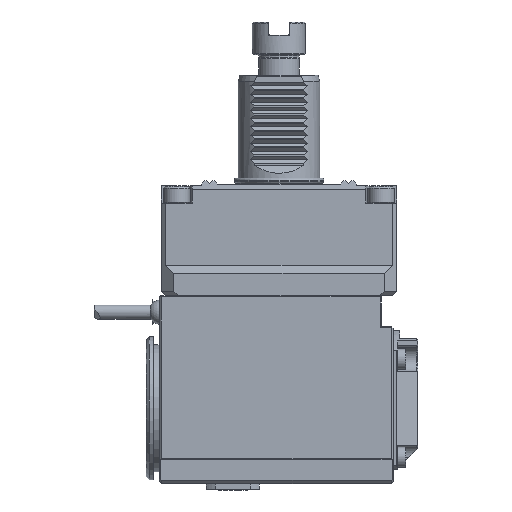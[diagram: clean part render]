
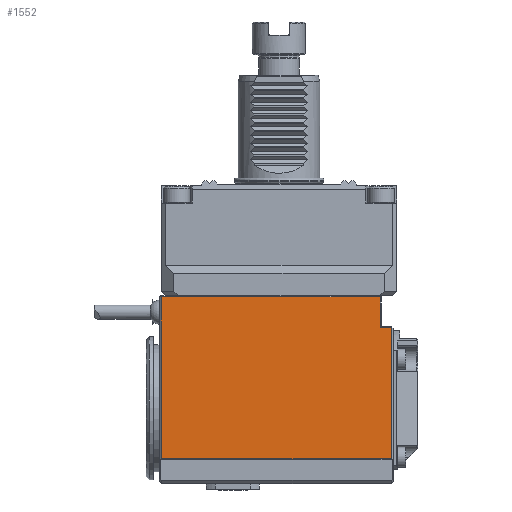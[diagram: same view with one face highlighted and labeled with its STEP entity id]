
A CAD part, front view. The second image highlights one B-rep face of the part: STEP entity #1552.
In plain terms, the highlighted planar face has unit normal (0, -1, 0).
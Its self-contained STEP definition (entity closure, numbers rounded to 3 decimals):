
#321=LINE('',#8482,#794);
#336=LINE('',#8520,#809);
#512=LINE('',#8975,#985);
#513=LINE('',#8977,#986);
#514=LINE('',#8979,#987);
#515=LINE('',#8981,#988);
#794=VECTOR('',#6659,1.);
#809=VECTOR('',#6690,1.);
#985=VECTOR('',#7072,1.);
#986=VECTOR('',#7073,1.);
#987=VECTOR('',#7074,1.);
#988=VECTOR('',#7075,1.);
#1552=ADVANCED_FACE('',(#2068),#1833,.T.);
#1833=PLANE('',#5852);
#2068=FACE_OUTER_BOUND('',#2380,.T.);
#2380=EDGE_LOOP('',(#3519,#3520,#3521,#3522,#3523,#3524));
#3519=ORIENTED_EDGE('',*,*,#5103,.T.);
#3520=ORIENTED_EDGE('',*,*,#5104,.F.);
#3521=ORIENTED_EDGE('',*,*,#5105,.T.);
#3522=ORIENTED_EDGE('',*,*,#5106,.T.);
#3523=ORIENTED_EDGE('',*,*,#4878,.T.);
#3524=ORIENTED_EDGE('',*,*,#4896,.T.);
#4266=VERTEX_POINT('',#8462);
#4272=VERTEX_POINT('',#8479);
#4288=VERTEX_POINT('',#8519);
#4425=VERTEX_POINT('',#8976);
#4426=VERTEX_POINT('',#8978);
#4427=VERTEX_POINT('',#8980);
#4878=EDGE_CURVE('',#4272,#4266,#321,.T.);
#4896=EDGE_CURVE('',#4266,#4288,#336,.T.);
#5103=EDGE_CURVE('',#4288,#4425,#512,.T.);
#5104=EDGE_CURVE('',#4426,#4425,#513,.T.);
#5105=EDGE_CURVE('',#4426,#4427,#514,.T.);
#5106=EDGE_CURVE('',#4427,#4272,#515,.T.);
#5852=AXIS2_PLACEMENT_3D('',#8982,#7076,#7077);
#6659=DIRECTION('',(0.,0.,1.));
#6690=DIRECTION('',(-1.,0.,0.));
#7072=DIRECTION('',(0.,0.,-1.));
#7073=DIRECTION('',(-1.,0.,0.));
#7074=DIRECTION('',(0.,0.,1.));
#7075=DIRECTION('',(-1.,0.,0.));
#7076=DIRECTION('',(0.,-1.,0.));
#7077=DIRECTION('',(-1.,0.,0.));
#8462=CARTESIAN_POINT('',(49.5,-44.,-55.5));
#8479=CARTESIAN_POINT('',(49.5,-44.,-70.5));
#8482=CARTESIAN_POINT('',(49.5,-44.,-55.));
#8519=CARTESIAN_POINT('',(-57.5,-44.,-55.5));
#8520=CARTESIAN_POINT('',(-58.5,-44.,-55.5));
#8975=CARTESIAN_POINT('',(-57.5,-44.,-147.));
#8976=CARTESIAN_POINT('',(-57.5,-44.,-134.7));
#8977=CARTESIAN_POINT('',(171.226,-44.,-134.7));
#8978=CARTESIAN_POINT('',(55.,-44.,-134.7));
#8979=CARTESIAN_POINT('',(55.,-44.,-147.));
#8980=CARTESIAN_POINT('',(55.,-44.,-70.5));
#8981=CARTESIAN_POINT('',(-58.5,-44.,-70.5));
#8982=CARTESIAN_POINT('',(-58.5,-44.,-147.));
